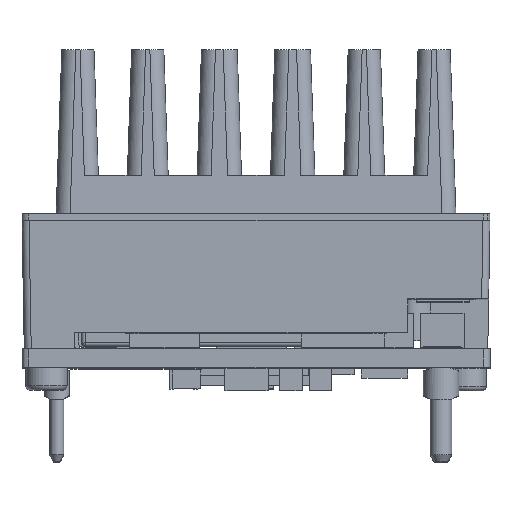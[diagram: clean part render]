
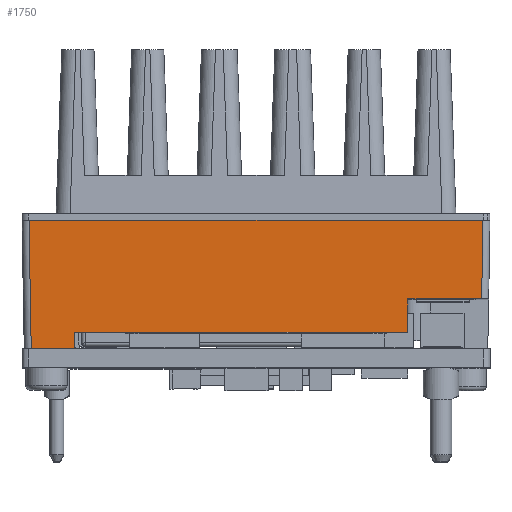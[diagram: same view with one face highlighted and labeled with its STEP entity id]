
A CAD part, top view. The second image highlights one B-rep face of the part: STEP entity #1750.
In plain terms, the highlighted planar face has unit normal (0, -0.018, 1).
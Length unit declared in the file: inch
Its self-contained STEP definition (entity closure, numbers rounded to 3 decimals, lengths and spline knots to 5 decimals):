
#432 = VERTEX_POINT ( 'NONE', #29055 ) ;
#1750 = ADVANCED_FACE ( 'NONE', ( #5014 ), #4366, .T. ) ;
#2447 = VECTOR ( 'NONE', #9896, 39.37008 ) ;
#3097 = DIRECTION ( 'NONE',  ( 0.017, 1., 0.017 ) ) ;
#4366 = PLANE ( 'NONE',  #31246 ) ;
#4447 = VERTEX_POINT ( 'NONE', #12679 ) ;
#4652 = LINE ( 'NONE', #25079, #20725 ) ;
#5014 = FACE_OUTER_BOUND ( 'NONE', #40470, .T. ) ;
#5987 = VERTEX_POINT ( 'NONE', #26023 ) ;
#6194 = CARTESIAN_POINT ( 'NONE',  ( 0.435, 0.286, 0.72107 ) ) ;
#6477 = CARTESIAN_POINT ( 'NONE',  ( 0.64608, 0.286, 0.72107 ) ) ;
#7799 = DIRECTION ( 'NONE',  ( -1., 0., 0. ) ) ;
#7810 = EDGE_CURVE ( 'NONE', #8401, #5987, #32657, .T. ) ;
#8275 = DIRECTION ( 'NONE',  ( -1., 0., 0. ) ) ;
#8401 = VERTEX_POINT ( 'NONE', #38605 ) ;
#9114 = VECTOR ( 'NONE', #3097, 39.37008 ) ;
#9415 = DIRECTION ( 'NONE',  ( -0.017, -1., -0.017 ) ) ;
#9685 = CARTESIAN_POINT ( 'NONE',  ( 0.64608, 0.286, 0.72107 ) ) ;
#9719 = ORIENTED_EDGE ( 'NONE', *, *, #33666, .T. ) ;
#9896 = DIRECTION ( 'NONE',  ( -0.017, -1., -0.017 ) ) ;
#12679 = CARTESIAN_POINT ( 'NONE',  ( -0.52, 0.191, 0.71941 ) ) ;
#13898 = EDGE_CURVE ( 'NONE', #14070, #432, #33678, .T. ) ;
#14050 = VECTOR ( 'NONE', #9415, 39.37008 ) ;
#14070 = VERTEX_POINT ( 'NONE', #6194 ) ;
#17913 = CARTESIAN_POINT ( 'NONE',  ( 0.43334, 0.191, 0.71941 ) ) ;
#18062 = DIRECTION ( 'NONE',  ( 0., -0.017, 1. ) ) ;
#19241 = ORIENTED_EDGE ( 'NONE', *, *, #37412, .T. ) ;
#19246 = EDGE_CURVE ( 'NONE', #4447, #29936, #33409, .T. ) ;
#19282 = ORIENTED_EDGE ( 'NONE', *, *, #13898, .F. ) ;
#19466 = ORIENTED_EDGE ( 'NONE', *, *, #26649, .F. ) ;
#20725 = VECTOR ( 'NONE', #38766, 39.37008 ) ;
#21160 = ORIENTED_EDGE ( 'NONE', *, *, #19246, .F. ) ;
#21234 = CARTESIAN_POINT ( 'NONE',  ( -0.6436, 0.144, 0.71859 ) ) ;
#21404 = VECTOR ( 'NONE', #7799, 39.37008 ) ;
#22060 = LINE ( 'NONE', #28560, #35522 ) ;
#23792 = CARTESIAN_POINT ( 'NONE',  ( -0.52, 0.191, 0.71941 ) ) ;
#24708 = ORIENTED_EDGE ( 'NONE', *, *, #7810, .T. ) ;
#25079 = CARTESIAN_POINT ( 'NONE',  ( -0.65, 0.511, 0.725 ) ) ;
#25409 = DIRECTION ( 'NONE',  ( -1., 0., 0. ) ) ;
#26023 = CARTESIAN_POINT ( 'NONE',  ( -0.65, 0.511, 0.725 ) ) ;
#26649 = EDGE_CURVE ( 'NONE', #432, #4447, #31765, .T. ) ;
#28560 = CARTESIAN_POINT ( 'NONE',  ( -0.52082, 0.144, 0.71859 ) ) ;
#29055 = CARTESIAN_POINT ( 'NONE',  ( 0.43334, 0.191, 0.71941 ) ) ;
#29412 = EDGE_CURVE ( 'NONE', #39688, #14070, #38592, .T. ) ;
#29717 = CARTESIAN_POINT ( 'NONE',  ( -0.52082, 0.144, 0.71859 ) ) ;
#29936 = VERTEX_POINT ( 'NONE', #29717 ) ;
#30219 = VECTOR ( 'NONE', #36469, 39.37008 ) ;
#31246 = AXIS2_PLACEMENT_3D ( 'NONE', #31711, #18062, #25409 ) ;
#31695 = EDGE_CURVE ( 'NONE', #29936, #39047, #22060, .T. ) ;
#31711 = CARTESIAN_POINT ( 'NONE',  ( 0.67, 0.511, 0.725 ) ) ;
#31765 = LINE ( 'NONE', #17913, #21404 ) ;
#32657 = LINE ( 'NONE', #43208, #30219 ) ;
#33345 = ORIENTED_EDGE ( 'NONE', *, *, #31695, .F. ) ;
#33409 = LINE ( 'NONE', #23792, #14050 ) ;
#33666 = EDGE_CURVE ( 'NONE', #39688, #8401, #37200, .T. ) ;
#33678 = LINE ( 'NONE', #40608, #2447 ) ;
#34060 = VECTOR ( 'NONE', #8275, 39.37008 ) ;
#35522 = VECTOR ( 'NONE', #41793, 39.37008 ) ;
#36469 = DIRECTION ( 'NONE',  ( -1., 0., 0. ) ) ;
#36548 = ORIENTED_EDGE ( 'NONE', *, *, #29412, .F. ) ;
#37200 = LINE ( 'NONE', #6477, #9114 ) ;
#37412 = EDGE_CURVE ( 'NONE', #5987, #39047, #4652, .T. ) ;
#38592 = LINE ( 'NONE', #42380, #34060 ) ;
#38605 = CARTESIAN_POINT ( 'NONE',  ( 0.65, 0.511, 0.725 ) ) ;
#38766 = DIRECTION ( 'NONE',  ( 0.017, -1., -0.017 ) ) ;
#39047 = VERTEX_POINT ( 'NONE', #21234 ) ;
#39688 = VERTEX_POINT ( 'NONE', #9685 ) ;
#40470 = EDGE_LOOP ( 'NONE', ( #24708, #19241, #33345, #21160, #19466, #19282, #36548, #9719 ) ) ;
#40608 = CARTESIAN_POINT ( 'NONE',  ( 0.435, 0.286, 0.72107 ) ) ;
#41793 = DIRECTION ( 'NONE',  ( -1., 0., 0. ) ) ;
#42380 = CARTESIAN_POINT ( 'NONE',  ( 0.64608, 0.286, 0.72107 ) ) ;
#43208 = CARTESIAN_POINT ( 'NONE',  ( 0.65, 0.511, 0.725 ) ) ;
